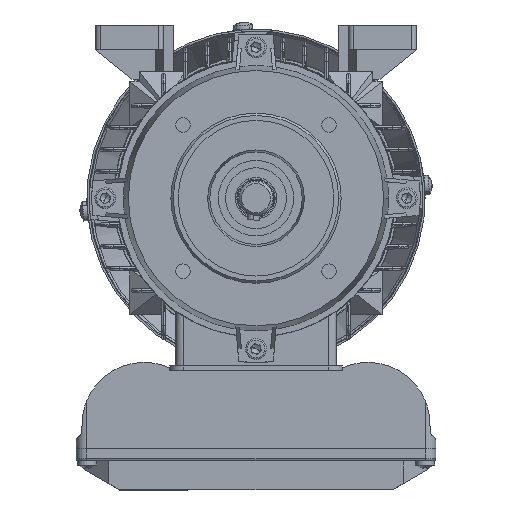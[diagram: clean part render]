
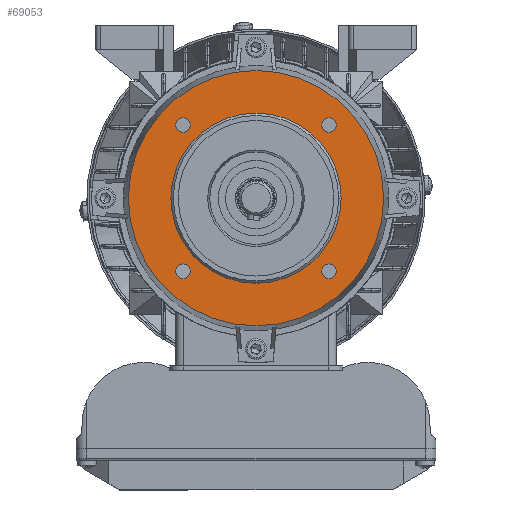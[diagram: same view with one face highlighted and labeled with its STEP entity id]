
A CAD part, front view. The second image highlights one B-rep face of the part: STEP entity #69053.
In plain terms, the highlighted face is planar.
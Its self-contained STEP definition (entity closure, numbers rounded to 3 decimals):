
#7541 = CARTESIAN_POINT ( 'NONE',  ( -27.052, 30.052, 31. ) ) ;
#7542 = DIRECTION ( 'NONE',  ( 1., 0., 0. ) ) ;
#7543 = DIRECTION ( 'NONE',  ( 0., 0., 1. ) ) ;
#7544 = CARTESIAN_POINT ( 'NONE',  ( -30.052, 30.052, 31. ) ) ;
#7545 = AXIS2_PLACEMENT_3D ( 'NONE', #7544, #7543, #7542 ) ;
#7546 = CIRCLE ( 'NONE', #7545, 3. ) ;
#7547 = CARTESIAN_POINT ( 'NONE',  ( -33.052, 30.052, 31. ) ) ;
#7693 = CARTESIAN_POINT ( 'NONE',  ( 33.052, -30.052, 31. ) ) ;
#7694 = DIRECTION ( 'NONE',  ( 1., 0., 0. ) ) ;
#7695 = DIRECTION ( 'NONE',  ( 0., 0., 1. ) ) ;
#7696 = CARTESIAN_POINT ( 'NONE',  ( 30.052, -30.052, 31. ) ) ;
#7697 = AXIS2_PLACEMENT_3D ( 'NONE', #7696, #7695, #7694 ) ;
#7698 = CIRCLE ( 'NONE', #7697, 3. ) ;
#7699 = CARTESIAN_POINT ( 'NONE',  ( 27.052, -30.052, 31. ) ) ;
#7720 = CARTESIAN_POINT ( 'NONE',  ( -27.052, -30.052, 31. ) ) ;
#7721 = DIRECTION ( 'NONE',  ( 1., 0., 0. ) ) ;
#7722 = DIRECTION ( 'NONE',  ( 0., 0., 1. ) ) ;
#7723 = CARTESIAN_POINT ( 'NONE',  ( -30.052, -30.052, 31. ) ) ;
#7724 = AXIS2_PLACEMENT_3D ( 'NONE', #7723, #7722, #7721 ) ;
#7725 = CIRCLE ( 'NONE', #7724, 3. ) ;
#7726 = CARTESIAN_POINT ( 'NONE',  ( -33.052, -30.052, 31. ) ) ;
#7816 = CARTESIAN_POINT ( 'NONE',  ( 33.052, 30.052, 31. ) ) ;
#7817 = DIRECTION ( 'NONE',  ( 1., 0., 0. ) ) ;
#7818 = DIRECTION ( 'NONE',  ( 0., 0., 1. ) ) ;
#7819 = CARTESIAN_POINT ( 'NONE',  ( 30.052, 30.052, 31. ) ) ;
#7820 = AXIS2_PLACEMENT_3D ( 'NONE', #7819, #7818, #7817 ) ;
#7821 = CIRCLE ( 'NONE', #7820, 3. ) ;
#7822 = CARTESIAN_POINT ( 'NONE',  ( 27.052, 30.052, 31. ) ) ;
#8251 = DIRECTION ( 'NONE',  ( -1., 0., 0. ) ) ;
#8252 = DIRECTION ( 'NONE',  ( 0., 0., -1. ) ) ;
#8253 = CARTESIAN_POINT ( 'NONE',  ( 0., 0., 31. ) ) ;
#8254 = AXIS2_PLACEMENT_3D ( 'NONE', #8253, #8252, #8251 ) ;
#8255 = CIRCLE ( 'NONE', #8254, 35. ) ;
#8256 = CARTESIAN_POINT ( 'NONE',  ( -35., 0., 31. ) ) ;
#8257 = CARTESIAN_POINT ( 'NONE',  ( 35., 0., 31. ) ) ;
#8321 = CARTESIAN_POINT ( 'NONE',  ( 52.5, 0., 31. ) ) ;
#8322 = CARTESIAN_POINT ( 'NONE',  ( -52.5, 0., 31. ) ) ;
#8323 = DIRECTION ( 'NONE',  ( -1., 0., 0. ) ) ;
#8324 = DIRECTION ( 'NONE',  ( 0., 0., -1. ) ) ;
#8325 = CARTESIAN_POINT ( 'NONE',  ( 0., 0., 31. ) ) ;
#8326 = AXIS2_PLACEMENT_3D ( 'NONE', #8325, #8324, #8323 ) ;
#8327 = CIRCLE ( 'NONE', #8326, 52.5 ) ;
#17838 = CARTESIAN_POINT ( 'NONE',  ( -30.052, 30.052, 31. ) ) ;
#17839 = AXIS2_PLACEMENT_3D ( 'NONE', #17838, #17850, #17848 ) ;
#17843 = CIRCLE ( 'NONE', #17839, 3. ) ;
#17848 = DIRECTION ( 'NONE',  ( 1., 0., 0. ) ) ;
#17850 = DIRECTION ( 'NONE',  ( 0., 0., 1. ) ) ;
#18397 = DIRECTION ( 'NONE',  ( 1., 0., 0. ) ) ;
#18399 = DIRECTION ( 'NONE',  ( 0., 0., 1. ) ) ;
#18400 = AXIS2_PLACEMENT_3D ( 'NONE', #18406, #18399, #18397 ) ;
#18406 = CARTESIAN_POINT ( 'NONE',  ( -52.5, 0., 31. ) ) ;
#18408 = PLANE ( 'NONE',  #18400 ) ;
#18409 = FACE_BOUND ( 'NONE', #69043, .T. ) ;
#18410 = FACE_OUTER_BOUND ( 'NONE', #69038, .T. ) ;
#18412 = FACE_BOUND ( 'NONE', #69178, .T. ) ;
#18414 = FACE_BOUND ( 'NONE', #69068, .T. ) ;
#18415 = FACE_BOUND ( 'NONE', #69060, .T. ) ;
#18417 = FACE_BOUND ( 'NONE', #69055, .T. ) ;
#18432 = DIRECTION ( 'NONE',  ( -1., 0., 0. ) ) ;
#18434 = DIRECTION ( 'NONE',  ( 0., 0., -1. ) ) ;
#18436 = CARTESIAN_POINT ( 'NONE',  ( 0., 0., 31. ) ) ;
#18437 = AXIS2_PLACEMENT_3D ( 'NONE', #18436, #18434, #18432 ) ;
#18439 = CIRCLE ( 'NONE', #18437, 52.5 ) ;
#18488 = DIRECTION ( 'NONE',  ( -1., 0., 0. ) ) ;
#18490 = DIRECTION ( 'NONE',  ( 0., 0., -1. ) ) ;
#18491 = CARTESIAN_POINT ( 'NONE',  ( 0., 0., 31. ) ) ;
#18493 = AXIS2_PLACEMENT_3D ( 'NONE', #18491, #18490, #18488 ) ;
#18502 = CIRCLE ( 'NONE', #18493, 35. ) ;
#18522 = DIRECTION ( 'NONE',  ( 1., 0., 0. ) ) ;
#18523 = DIRECTION ( 'NONE',  ( 0., 0., 1. ) ) ;
#18525 = CARTESIAN_POINT ( 'NONE',  ( -30.052, -30.052, 31. ) ) ;
#18526 = AXIS2_PLACEMENT_3D ( 'NONE', #18525, #18523, #18522 ) ;
#18530 = CIRCLE ( 'NONE', #18526, 3. ) ;
#18534 = CIRCLE ( 'NONE', #18667, 3. ) ;
#18535 = CARTESIAN_POINT ( 'NONE',  ( 30.052, 30.052, 31. ) ) ;
#18652 = DIRECTION ( 'NONE',  ( 1., 0., 0. ) ) ;
#18654 = DIRECTION ( 'NONE',  ( 0., 0., 1. ) ) ;
#18656 = AXIS2_PLACEMENT_3D ( 'NONE', #18535, #18654, #18652 ) ;
#18657 = CIRCLE ( 'NONE', #18656, 3. ) ;
#18661 = DIRECTION ( 'NONE',  ( 1., 0., 0. ) ) ;
#18663 = DIRECTION ( 'NONE',  ( 0., 0., 1. ) ) ;
#18665 = CARTESIAN_POINT ( 'NONE',  ( 30.052, -30.052, 31. ) ) ;
#18667 = AXIS2_PLACEMENT_3D ( 'NONE', #18665, #18663, #18661 ) ;
#50055 = VERTEX_POINT ( 'NONE', #7547 ) ;
#50057 = EDGE_CURVE ( 'NONE', #50055, #50058, #7546, .T. ) ;
#50058 = VERTEX_POINT ( 'NONE', #7541 ) ;
#50101 = VERTEX_POINT ( 'NONE', #7699 ) ;
#50103 = EDGE_CURVE ( 'NONE', #50101, #50104, #7698, .T. ) ;
#50104 = VERTEX_POINT ( 'NONE', #7693 ) ;
#50118 = VERTEX_POINT ( 'NONE', #7726 ) ;
#50120 = EDGE_CURVE ( 'NONE', #50118, #50121, #7725, .T. ) ;
#50121 = VERTEX_POINT ( 'NONE', #7720 ) ;
#50165 = VERTEX_POINT ( 'NONE', #7822 ) ;
#50167 = EDGE_CURVE ( 'NONE', #50165, #50168, #7821, .T. ) ;
#50168 = VERTEX_POINT ( 'NONE', #7816 ) ;
#50409 = VERTEX_POINT ( 'NONE', #8257 ) ;
#50411 = EDGE_CURVE ( 'NONE', #50412, #50409, #8255, .T. ) ;
#50412 = VERTEX_POINT ( 'NONE', #8256 ) ;
#50439 = EDGE_CURVE ( 'NONE', #50440, #50441, #8327, .T. ) ;
#50440 = VERTEX_POINT ( 'NONE', #8322 ) ;
#50441 = VERTEX_POINT ( 'NONE', #8321 ) ;
#69037 = ORIENTED_EDGE ( 'NONE', *, *, #50167, .F. ) ;
#69038 = EDGE_LOOP ( 'NONE', ( #69039, #69040 ) ) ;
#69039 = ORIENTED_EDGE ( 'NONE', *, *, #50439, .F. ) ;
#69040 = ORIENTED_EDGE ( 'NONE', *, *, #69041, .F. ) ;
#69041 = EDGE_CURVE ( 'NONE', #50441, #50440, #18439, .T. ) ;
#69043 = EDGE_LOOP ( 'NONE', ( #69045, #69156 ) ) ;
#69045 = ORIENTED_EDGE ( 'NONE', *, *, #50411, .T. ) ;
#69053 = ADVANCED_FACE ( 'NONE', ( #18417, #18415, #18414, #18412, #18410, #18409 ), #18408, .T. ) ;
#69055 = EDGE_LOOP ( 'NONE', ( #69056, #69058 ) ) ;
#69056 = ORIENTED_EDGE ( 'NONE', *, *, #69057, .F. ) ;
#69057 = EDGE_CURVE ( 'NONE', #50058, #50055, #17843, .T. ) ;
#69058 = ORIENTED_EDGE ( 'NONE', *, *, #50057, .F. ) ;
#69060 = EDGE_LOOP ( 'NONE', ( #69062, #69065 ) ) ;
#69062 = ORIENTED_EDGE ( 'NONE', *, *, #69063, .F. ) ;
#69063 = EDGE_CURVE ( 'NONE', #50121, #50118, #18530, .T. ) ;
#69065 = ORIENTED_EDGE ( 'NONE', *, *, #50120, .F. ) ;
#69068 = EDGE_LOOP ( 'NONE', ( #69070, #69174 ) ) ;
#69070 = ORIENTED_EDGE ( 'NONE', *, *, #69172, .F. ) ;
#69083 = EDGE_CURVE ( 'NONE', #50409, #50412, #18502, .T. ) ;
#69156 = ORIENTED_EDGE ( 'NONE', *, *, #69083, .T. ) ;
#69172 = EDGE_CURVE ( 'NONE', #50104, #50101, #18534, .T. ) ;
#69174 = ORIENTED_EDGE ( 'NONE', *, *, #50103, .F. ) ;
#69178 = EDGE_LOOP ( 'NONE', ( #69179, #69037 ) ) ;
#69179 = ORIENTED_EDGE ( 'NONE', *, *, #69180, .F. ) ;
#69180 = EDGE_CURVE ( 'NONE', #50168, #50165, #18657, .T. ) ;
